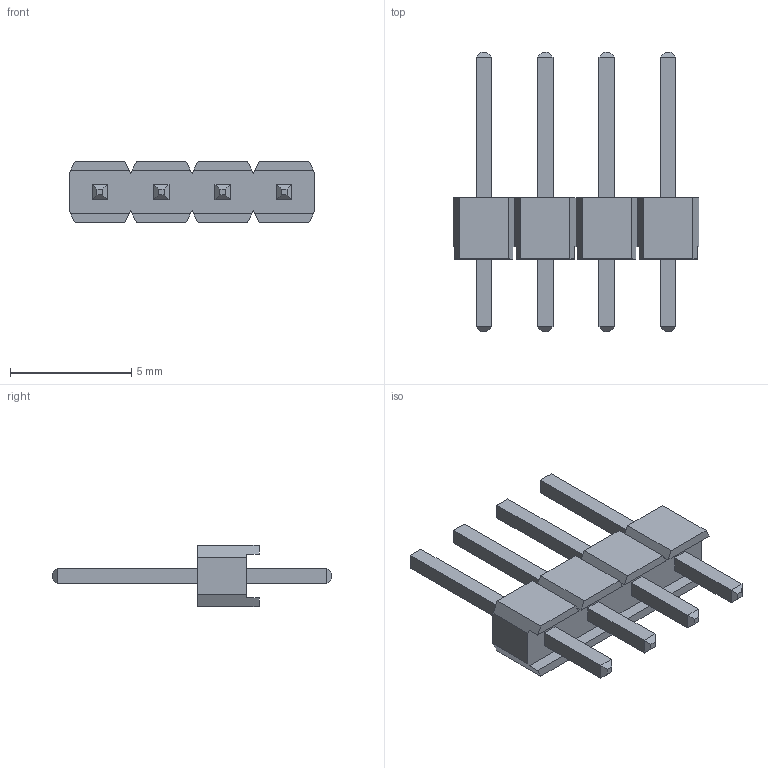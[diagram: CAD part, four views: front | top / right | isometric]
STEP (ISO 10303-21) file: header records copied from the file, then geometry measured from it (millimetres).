
FILE_DESCRIPTION (( 'STEP AP214' ), '1' );
FILE_NAME ('Connector Pin Male Vertical 4-pin 1-row 2.54mm Through Hole 250V 3A Wurth Electronics 61300411121.STEP', '2018-02-12T16:18:21', ( '' ), ( '' ), 'SwSTEP 2.0', 'SolidWorks 2016', '' );
FILE_SCHEMA (( 'AUTOMOTIVE_DESIGN' ));
Length unit declared in the file: millimetre
Products named in the file (3): 6130xx11121_PIN; Connector Pin Male Vertical 4-pin 1-row 2.54mm Through Hole 250V 3A Wurth Electronics 61300411121; 61300411121
Assembly tree (5 placements, depth 2):
  Connector Pin Male Vertical 4-pin 1-row 2.54mm Through Hole 250V 3A Wurth Electronics 61300411121
    6130xx11121_PIN  x4
    61300411121
Bounding box: 10.16 x 11.54 x 2.54 mm (x, y, z)
Volume: 69.1 mm3; surface area: 264.7 mm2
Topology: 5 solids, 5 shells, 116 faces, 286 edges, 180 vertices
Faces by surface type: plane 116
Entity records: 2432 total; most frequent: CARTESIAN_POINT 416, ORIENTED_EDGE 404, DIRECTION 366, LINE 202, EDGE_CURVE 202, VECTOR 202, VERTEX_POINT 132, EDGE_LOOP 82
